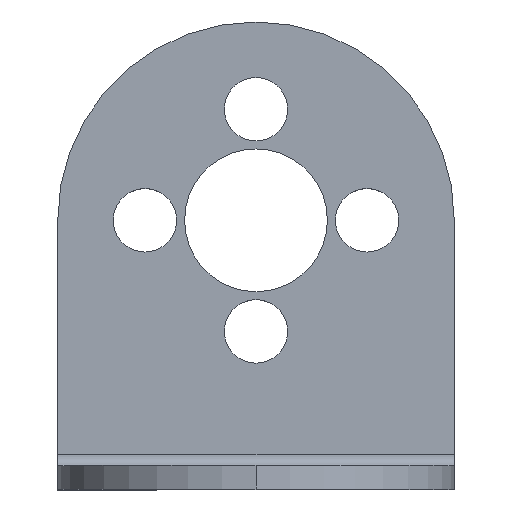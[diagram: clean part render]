
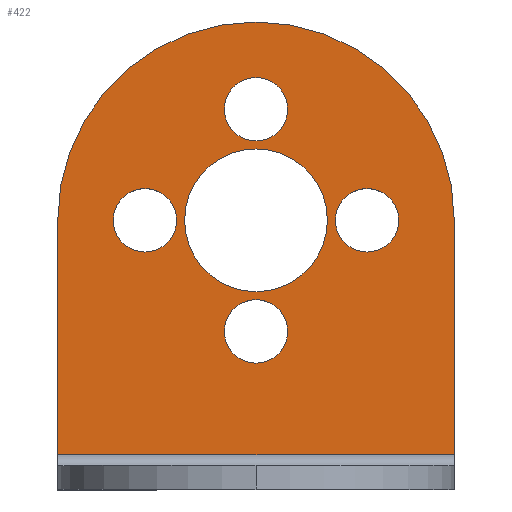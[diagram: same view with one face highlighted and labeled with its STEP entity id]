
A CAD part, top view. The second image highlights one B-rep face of the part: STEP entity #422.
In plain terms, the highlighted planar face has unit normal (0, 0, 1).
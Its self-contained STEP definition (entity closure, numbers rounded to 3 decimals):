
#2 = VERTEX_POINT ( 'NONE', #278 ) ;
#7 = FACE_BOUND ( 'NONE', #181, .T. ) ;
#8 = VERTEX_POINT ( 'NONE', #809 ) ;
#9 = DIRECTION ( 'NONE',  ( 0., 0., 1. ) ) ;
#10 = DIRECTION ( 'NONE',  ( 0., 0., 1. ) ) ;
#17 = DIRECTION ( 'NONE',  ( 0., 0., 1. ) ) ;
#25 = CARTESIAN_POINT ( 'NONE',  ( 7., 17., -16. ) ) ;
#27 = ORIENTED_EDGE ( 'NONE', *, *, #1032, .F. ) ;
#39 = VERTEX_POINT ( 'NONE', #537 ) ;
#61 = CARTESIAN_POINT ( 'NONE',  ( -5., 17., -16. ) ) ;
#70 = CARTESIAN_POINT ( 'NONE',  ( 0., 10., -16. ) ) ;
#75 = CARTESIAN_POINT ( 'NONE',  ( 0., 17., -16. ) ) ;
#78 = CARTESIAN_POINT ( 'NONE',  ( 2., 24., -16. ) ) ;
#80 = CARTESIAN_POINT ( 'NONE',  ( -2., 24., -16. ) ) ;
#104 = EDGE_CURVE ( 'NONE', #39, #382, #445, .T. ) ;
#106 = ORIENTED_EDGE ( 'NONE', *, *, #104, .F. ) ;
#113 = CARTESIAN_POINT ( 'NONE',  ( 7., 17., -16. ) ) ;
#127 = VECTOR ( 'NONE', #157, 1000. ) ;
#128 = CIRCLE ( 'NONE', #1089, 2. ) ;
#130 = VERTEX_POINT ( 'NONE', #1212 ) ;
#135 = DIRECTION ( 'NONE',  ( 1., 0., 0. ) ) ;
#140 = AXIS2_PLACEMENT_3D ( 'NONE', #953, #10, #944 ) ;
#154 = AXIS2_PLACEMENT_3D ( 'NONE', #473, #485, #1120 ) ;
#155 = CARTESIAN_POINT ( 'NONE',  ( -2., 10., -16. ) ) ;
#156 = ORIENTED_EDGE ( 'NONE', *, *, #840, .F. ) ;
#157 = DIRECTION ( 'NONE',  ( 0., 1., 0. ) ) ;
#164 = DIRECTION ( 'NONE',  ( 0., 0., 1. ) ) ;
#169 = CARTESIAN_POINT ( 'NONE',  ( 0., 10., -16. ) ) ;
#172 = CARTESIAN_POINT ( 'NONE',  ( -12.5, 29.5, -16. ) ) ;
#175 = VECTOR ( 'NONE', #479, 1000. ) ;
#180 = DIRECTION ( 'NONE',  ( 0., 0., 1. ) ) ;
#181 = EDGE_LOOP ( 'NONE', ( #496, #1147 ) ) ;
#186 = DIRECTION ( 'NONE',  ( -1., 0., 0. ) ) ;
#210 = ORIENTED_EDGE ( 'NONE', *, *, #731, .T. ) ;
#240 = DIRECTION ( 'NONE',  ( 0., 0., 1. ) ) ;
#243 = CARTESIAN_POINT ( 'NONE',  ( 0., 17., -16. ) ) ;
#246 = DIRECTION ( 'NONE',  ( 1., 0., 0. ) ) ;
#254 = AXIS2_PLACEMENT_3D ( 'NONE', #75, #9, #754 ) ;
#261 = CIRCLE ( 'NONE', #1149, 4.5 ) ;
#278 = CARTESIAN_POINT ( 'NONE',  ( 0., 29.5, -16. ) ) ;
#291 = AXIS2_PLACEMENT_3D ( 'NONE', #113, #17, #938 ) ;
#295 = CARTESIAN_POINT ( 'NONE',  ( 4.5, 17., -16. ) ) ;
#310 = EDGE_CURVE ( 'NONE', #382, #719, #1016, .T. ) ;
#328 = VERTEX_POINT ( 'NONE', #78 ) ;
#330 = AXIS2_PLACEMENT_3D ( 'NONE', #1035, #844, #1211 ) ;
#337 = CIRCLE ( 'NONE', #140, 2. ) ;
#347 = DIRECTION ( 'NONE',  ( 0., 0., 1. ) ) ;
#353 = CARTESIAN_POINT ( 'NONE',  ( 12.5, 2.237, -16. ) ) ;
#371 = AXIS2_PLACEMENT_3D ( 'NONE', #807, #164, #1074 ) ;
#375 = ORIENTED_EDGE ( 'NONE', *, *, #1092, .F. ) ;
#377 = EDGE_LOOP ( 'NONE', ( #156, #605, #210, #976, #106 ) ) ;
#382 = VERTEX_POINT ( 'NONE', #738 ) ;
#387 = EDGE_CURVE ( 'NONE', #421, #693, #411, .T. ) ;
#400 = EDGE_LOOP ( 'NONE', ( #857, #1141 ) ) ;
#411 = CIRCLE ( 'NONE', #512, 4.5 ) ;
#421 = VERTEX_POINT ( 'NONE', #295 ) ;
#422 = ADVANCED_FACE ( 'NONE', ( #7, #945, #667, #751, #954, #853 ), #480, .T. ) ;
#431 = ORIENTED_EDGE ( 'NONE', *, *, #915, .F. ) ;
#445 = LINE ( 'NONE', #353, #974 ) ;
#451 = CIRCLE ( 'NONE', #603, 12.5 ) ;
#473 = CARTESIAN_POINT ( 'NONE',  ( 0., 0., -16. ) ) ;
#479 = DIRECTION ( 'NONE',  ( 0., -1., 0. ) ) ;
#480 = PLANE ( 'NONE',  #154 ) ;
#485 = DIRECTION ( 'NONE',  ( 0., 0., 1. ) ) ;
#496 = ORIENTED_EDGE ( 'NONE', *, *, #870, .F. ) ;
#497 = CIRCLE ( 'NONE', #958, 2. ) ;
#501 = EDGE_CURVE ( 'NONE', #699, #8, #529, .T. ) ;
#512 = AXIS2_PLACEMENT_3D ( 'NONE', #632, #180, #557 ) ;
#529 = CIRCLE ( 'NONE', #935, 2. ) ;
#530 = CARTESIAN_POINT ( 'NONE',  ( -4.5, 17., -16. ) ) ;
#536 = CARTESIAN_POINT ( 'NONE',  ( 9., 17., -16. ) ) ;
#537 = CARTESIAN_POINT ( 'NONE',  ( 12.5, 2.237, -16. ) ) ;
#539 = DIRECTION ( 'NONE',  ( 1., 0., 0. ) ) ;
#557 = DIRECTION ( 'NONE',  ( 1., 0., 0. ) ) ;
#574 = EDGE_CURVE ( 'NONE', #693, #421, #261, .T. ) ;
#584 = CARTESIAN_POINT ( 'NONE',  ( -9., 17., -16. ) ) ;
#595 = DIRECTION ( 'NONE',  ( 0., 0., 1. ) ) ;
#603 = AXIS2_PLACEMENT_3D ( 'NONE', #820, #1177, #718 ) ;
#605 = ORIENTED_EDGE ( 'NONE', *, *, #1127, .T. ) ;
#630 = CARTESIAN_POINT ( 'NONE',  ( -12.5, 17., -16. ) ) ;
#632 = CARTESIAN_POINT ( 'NONE',  ( 0., 17., -16. ) ) ;
#638 = ORIENTED_EDGE ( 'NONE', *, *, #808, .F. ) ;
#661 = CIRCLE ( 'NONE', #291, 2. ) ;
#667 = FACE_BOUND ( 'NONE', #924, .T. ) ;
#693 = VERTEX_POINT ( 'NONE', #530 ) ;
#699 = VERTEX_POINT ( 'NONE', #536 ) ;
#700 = CIRCLE ( 'NONE', #1108, 2. ) ;
#706 = ORIENTED_EDGE ( 'NONE', *, *, #501, .F. ) ;
#718 = DIRECTION ( 'NONE',  ( 0., -1., 0. ) ) ;
#719 = VERTEX_POINT ( 'NONE', #630 ) ;
#727 = DIRECTION ( 'NONE',  ( 1., 0., 0. ) ) ;
#731 = EDGE_CURVE ( 'NONE', #2, #719, #451, .T. ) ;
#738 = CARTESIAN_POINT ( 'NONE',  ( -12.5, 2.237, -16. ) ) ;
#751 = FACE_BOUND ( 'NONE', #1109, .T. ) ;
#754 = DIRECTION ( 'NONE',  ( 0., -1., 0. ) ) ;
#757 = EDGE_LOOP ( 'NONE', ( #706, #431 ) ) ;
#760 = CIRCLE ( 'NONE', #254, 12.5 ) ;
#772 = ORIENTED_EDGE ( 'NONE', *, *, #1046, .F. ) ;
#777 = CIRCLE ( 'NONE', #371, 2. ) ;
#801 = VERTEX_POINT ( 'NONE', #155 ) ;
#807 = CARTESIAN_POINT ( 'NONE',  ( 0., 24., -16. ) ) ;
#808 = EDGE_CURVE ( 'NONE', #130, #801, #497, .T. ) ;
#809 = CARTESIAN_POINT ( 'NONE',  ( 5., 17., -16. ) ) ;
#813 = CARTESIAN_POINT ( 'NONE',  ( 0., 24., -16. ) ) ;
#820 = CARTESIAN_POINT ( 'NONE',  ( 0., 17., -16. ) ) ;
#828 = VERTEX_POINT ( 'NONE', #1095 ) ;
#835 = DIRECTION ( 'NONE',  ( 1., 0., 0. ) ) ;
#840 = EDGE_CURVE ( 'NONE', #828, #39, #1131, .T. ) ;
#844 = DIRECTION ( 'NONE',  ( 0., 0., 1. ) ) ;
#847 = VERTEX_POINT ( 'NONE', #584 ) ;
#853 = FACE_OUTER_BOUND ( 'NONE', #377, .T. ) ;
#857 = ORIENTED_EDGE ( 'NONE', *, *, #387, .F. ) ;
#870 = EDGE_CURVE ( 'NONE', #1126, #847, #337, .T. ) ;
#888 = CIRCLE ( 'NONE', #330, 2. ) ;
#915 = EDGE_CURVE ( 'NONE', #8, #699, #661, .T. ) ;
#924 = EDGE_LOOP ( 'NONE', ( #375, #27 ) ) ;
#935 = AXIS2_PLACEMENT_3D ( 'NONE', #25, #1125, #835 ) ;
#938 = DIRECTION ( 'NONE',  ( 1., 0., 0. ) ) ;
#944 = DIRECTION ( 'NONE',  ( 1., 0., 0. ) ) ;
#945 = FACE_BOUND ( 'NONE', #757, .T. ) ;
#953 = CARTESIAN_POINT ( 'NONE',  ( -7., 17., -16. ) ) ;
#954 = FACE_BOUND ( 'NONE', #400, .T. ) ;
#958 = AXIS2_PLACEMENT_3D ( 'NONE', #70, #347, #727 ) ;
#963 = EDGE_CURVE ( 'NONE', #847, #1126, #888, .T. ) ;
#974 = VECTOR ( 'NONE', #186, 1000. ) ;
#976 = ORIENTED_EDGE ( 'NONE', *, *, #310, .F. ) ;
#994 = DIRECTION ( 'NONE',  ( 0., 0., 1. ) ) ;
#1016 = LINE ( 'NONE', #172, #127 ) ;
#1032 = EDGE_CURVE ( 'NONE', #1161, #328, #777, .T. ) ;
#1035 = CARTESIAN_POINT ( 'NONE',  ( -7., 17., -16. ) ) ;
#1046 = EDGE_CURVE ( 'NONE', #801, #130, #700, .T. ) ;
#1074 = DIRECTION ( 'NONE',  ( 1., 0., 0. ) ) ;
#1089 = AXIS2_PLACEMENT_3D ( 'NONE', #813, #994, #246 ) ;
#1092 = EDGE_CURVE ( 'NONE', #328, #1161, #128, .T. ) ;
#1095 = CARTESIAN_POINT ( 'NONE',  ( 12.5, 17., -16. ) ) ;
#1108 = AXIS2_PLACEMENT_3D ( 'NONE', #169, #240, #539 ) ;
#1109 = EDGE_LOOP ( 'NONE', ( #638, #772 ) ) ;
#1120 = DIRECTION ( 'NONE',  ( 0., -1., 0. ) ) ;
#1124 = CARTESIAN_POINT ( 'NONE',  ( 12.5, 1.5, -16. ) ) ;
#1125 = DIRECTION ( 'NONE',  ( 0., 0., 1. ) ) ;
#1126 = VERTEX_POINT ( 'NONE', #61 ) ;
#1127 = EDGE_CURVE ( 'NONE', #828, #2, #760, .T. ) ;
#1131 = LINE ( 'NONE', #1124, #175 ) ;
#1141 = ORIENTED_EDGE ( 'NONE', *, *, #574, .F. ) ;
#1147 = ORIENTED_EDGE ( 'NONE', *, *, #963, .F. ) ;
#1149 = AXIS2_PLACEMENT_3D ( 'NONE', #243, #595, #135 ) ;
#1161 = VERTEX_POINT ( 'NONE', #80 ) ;
#1177 = DIRECTION ( 'NONE',  ( 0., 0., 1. ) ) ;
#1211 = DIRECTION ( 'NONE',  ( 1., 0., 0. ) ) ;
#1212 = CARTESIAN_POINT ( 'NONE',  ( 2., 10., -16. ) ) ;
